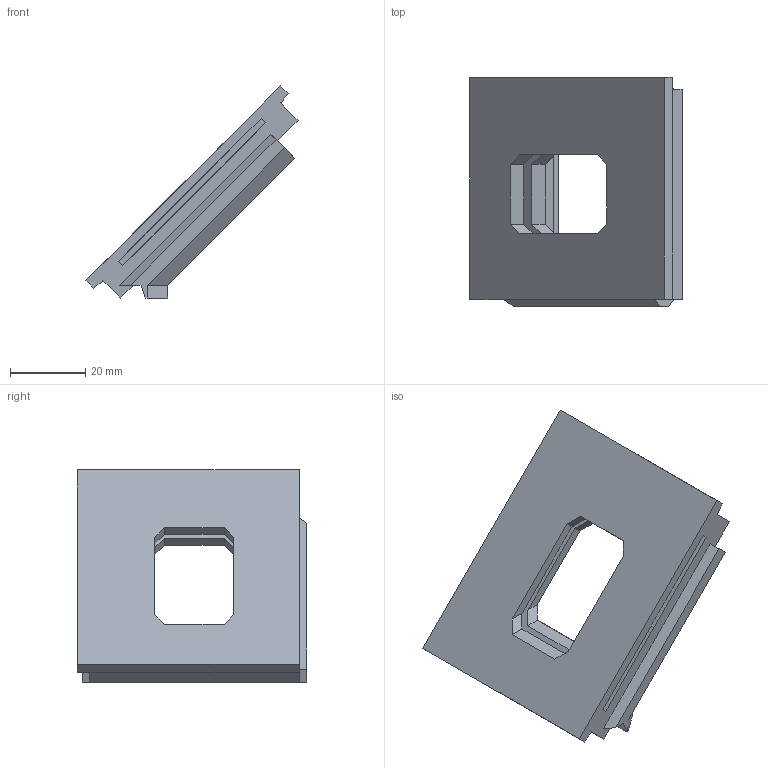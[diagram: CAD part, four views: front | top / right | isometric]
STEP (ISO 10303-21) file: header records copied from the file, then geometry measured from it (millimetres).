
FILE_DESCRIPTION( ( '' ), ' ' );
FILE_NAME( '5eac4439a92953155a812c50.step', '2020-05-01T15:46:01', ( '' ), ( '' ), ' ', ' ', ' ' );
FILE_SCHEMA( ( 'AUTOMOTIVE_DESIGN { 1 0 10303 214 1 1 1 1 }' ) );
Length unit declared in the file: metre
Products named in the file (1): DBS03 - Grating Mount
Bounding box: 56.31 x 60.85 x 56.31 mm (x, y, z)
Volume: 31204.3 mm3; surface area: 18339.5 mm2
Topology: 1 solids, 1 shells, 62 faces, 170 edges, 112 vertices
Faces by surface type: plane 62
Entity records: 2442 total; most frequent: CARTESIAN_POINT 345, ORIENTED_EDGE 340, DIRECTION 296, EDGE_CURVE 170, LINE 170, VECTOR 170, VERTEX_POINT 112, EDGE_LOOP 68
